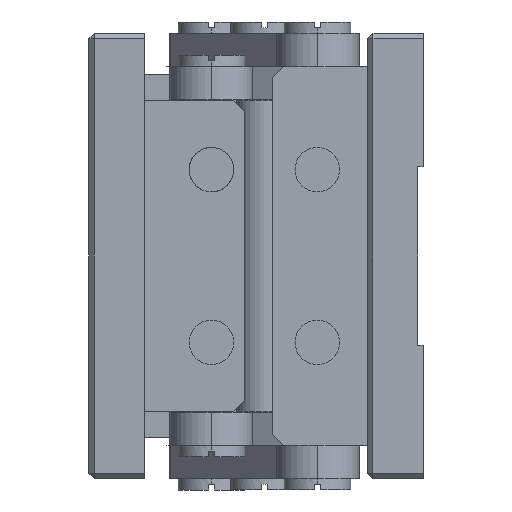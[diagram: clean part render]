
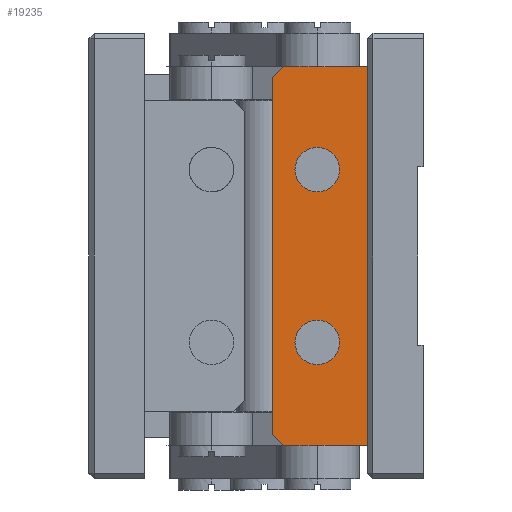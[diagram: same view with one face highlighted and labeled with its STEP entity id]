
A CAD part, left-side view. The second image highlights one B-rep face of the part: STEP entity #19235.
In plain terms, the highlighted planar face has unit normal (1, 0, 0).
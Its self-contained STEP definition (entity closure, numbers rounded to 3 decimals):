
#741 = ORIENTED_EDGE ( 'NONE', *, *, #26082, .F. ) ;
#1956 = DIRECTION ( 'NONE',  ( 0., 0., 1. ) ) ;
#2101 = VERTEX_POINT ( 'NONE', #25693 ) ;
#2467 = LINE ( 'NONE', #10192, #25868 ) ;
#2536 = EDGE_CURVE ( 'NONE', #10567, #30216, #28526, .T. ) ;
#3001 = ORIENTED_EDGE ( 'NONE', *, *, #20072, .F. ) ;
#3193 = LINE ( 'NONE', #5178, #20905 ) ;
#3349 = EDGE_CURVE ( 'NONE', #7638, #11731, #6654, .T. ) ;
#3709 = EDGE_CURVE ( 'NONE', #6269, #23931, #2467, .T. ) ;
#4776 = FACE_BOUND ( 'NONE', #25498, .T. ) ;
#5178 = CARTESIAN_POINT ( 'NONE',  ( -60., 10., 34. ) ) ;
#5336 = AXIS2_PLACEMENT_3D ( 'NONE', #9556, #19587, #7544 ) ;
#5412 = EDGE_CURVE ( 'NONE', #23931, #18879, #31074, .T. ) ;
#5416 = AXIS2_PLACEMENT_3D ( 'NONE', #32123, #29666, #18965 ) ;
#5426 = EDGE_LOOP ( 'NONE', ( #10095, #11971, #9504, #18822, #21338, #19889 ) ) ;
#6050 = CARTESIAN_POINT ( 'NONE',  ( -60., 25., -34. ) ) ;
#6087 = CARTESIAN_POINT ( 'NONE',  ( -60., 19., -19.5 ) ) ;
#6222 = EDGE_LOOP ( 'NONE', ( #29690, #18106 ) ) ;
#6269 = VERTEX_POINT ( 'NONE', #6050 ) ;
#6606 = DIRECTION ( 'NONE',  ( 0., 0., 1. ) ) ;
#6654 = LINE ( 'NONE', #11115, #19064 ) ;
#6705 = DIRECTION ( 'NONE',  ( 1., 0., 0. ) ) ;
#6826 = CARTESIAN_POINT ( 'NONE',  ( -60., 25., 34. ) ) ;
#7544 = DIRECTION ( 'NONE',  ( 0., 0., 1. ) ) ;
#7638 = VERTEX_POINT ( 'NONE', #23636 ) ;
#8923 = DIRECTION ( 'NONE',  ( 1., 0., 0. ) ) ;
#9380 = VECTOR ( 'NONE', #15936, 1000. ) ;
#9504 = ORIENTED_EDGE ( 'NONE', *, *, #23909, .F. ) ;
#9556 = CARTESIAN_POINT ( 'NONE',  ( -60., 18.5, 0. ) ) ;
#10084 = CIRCLE ( 'NONE', #20070, 4. ) ;
#10095 = ORIENTED_EDGE ( 'NONE', *, *, #5412, .F. ) ;
#10192 = CARTESIAN_POINT ( 'NONE',  ( -60., 10., -34. ) ) ;
#10567 = VERTEX_POINT ( 'NONE', #18646 ) ;
#11115 = CARTESIAN_POINT ( 'NONE',  ( -60., 27., 34. ) ) ;
#11122 = AXIS2_PLACEMENT_3D ( 'NONE', #31394, #6705, #1956 ) ;
#11232 = EDGE_CURVE ( 'NONE', #30216, #10567, #16393, .T. ) ;
#11452 = AXIS2_PLACEMENT_3D ( 'NONE', #21599, #8923, #6606 ) ;
#11731 = VERTEX_POINT ( 'NONE', #13998 ) ;
#11934 = DIRECTION ( 'NONE',  ( 0., 0., 1. ) ) ;
#11971 = ORIENTED_EDGE ( 'NONE', *, *, #3709, .F. ) ;
#12762 = CARTESIAN_POINT ( 'NONE',  ( -60., 10., 34. ) ) ;
#12833 = VERTEX_POINT ( 'NONE', #16065 ) ;
#13533 = CIRCLE ( 'NONE', #11452, 4. ) ;
#13998 = CARTESIAN_POINT ( 'NONE',  ( -60., 27., -32. ) ) ;
#14650 = FACE_OUTER_BOUND ( 'NONE', #5426, .T. ) ;
#15903 = VERTEX_POINT ( 'NONE', #6087 ) ;
#15936 = DIRECTION ( 'NONE',  ( 0., 0., 1. ) ) ;
#16065 = CARTESIAN_POINT ( 'NONE',  ( -60., 19., -11.5 ) ) ;
#16393 = CIRCLE ( 'NONE', #11122, 4. ) ;
#16622 = CARTESIAN_POINT ( 'NONE',  ( -60., 19., 19.5 ) ) ;
#16711 = CARTESIAN_POINT ( 'NONE',  ( -60., 19., -15.5 ) ) ;
#16807 = LINE ( 'NONE', #27336, #18899 ) ;
#18106 = ORIENTED_EDGE ( 'NONE', *, *, #2536, .F. ) ;
#18646 = CARTESIAN_POINT ( 'NONE',  ( -60., 19., 11.5 ) ) ;
#18822 = ORIENTED_EDGE ( 'NONE', *, *, #3349, .F. ) ;
#18879 = VERTEX_POINT ( 'NONE', #12762 ) ;
#18899 = VECTOR ( 'NONE', #19260, 1000. ) ;
#18965 = DIRECTION ( 'NONE',  ( 0., 0., 1. ) ) ;
#19064 = VECTOR ( 'NONE', #21156, 1000. ) ;
#19235 = ADVANCED_FACE ( 'NONE', ( #4776, #22532, #14650 ), #22696, .F. ) ;
#19260 = DIRECTION ( 'NONE',  ( 0., -0.707, -0.707 ) ) ;
#19587 = DIRECTION ( 'NONE',  ( -1., 0., 0. ) ) ;
#19889 = ORIENTED_EDGE ( 'NONE', *, *, #26841, .F. ) ;
#20070 = AXIS2_PLACEMENT_3D ( 'NONE', #16711, #26747, #11934 ) ;
#20072 = EDGE_CURVE ( 'NONE', #12833, #15903, #10084, .T. ) ;
#20905 = VECTOR ( 'NONE', #23111, 1000. ) ;
#21156 = DIRECTION ( 'NONE',  ( 0., 0., -1. ) ) ;
#21338 = ORIENTED_EDGE ( 'NONE', *, *, #25754, .F. ) ;
#21409 = VECTOR ( 'NONE', #31820, 1000. ) ;
#21599 = CARTESIAN_POINT ( 'NONE',  ( -60., 19., -15.5 ) ) ;
#22136 = LINE ( 'NONE', #6826, #21409 ) ;
#22532 = FACE_BOUND ( 'NONE', #6222, .T. ) ;
#22696 = PLANE ( 'NONE',  #5336 ) ;
#23111 = DIRECTION ( 'NONE',  ( 0., 1., 0. ) ) ;
#23340 = CARTESIAN_POINT ( 'NONE',  ( -60., 10., 34. ) ) ;
#23636 = CARTESIAN_POINT ( 'NONE',  ( -60., 27., 32. ) ) ;
#23909 = EDGE_CURVE ( 'NONE', #11731, #6269, #16807, .T. ) ;
#23931 = VERTEX_POINT ( 'NONE', #26671 ) ;
#25498 = EDGE_LOOP ( 'NONE', ( #3001, #741 ) ) ;
#25693 = CARTESIAN_POINT ( 'NONE',  ( -60., 25., 34. ) ) ;
#25754 = EDGE_CURVE ( 'NONE', #2101, #7638, #22136, .T. ) ;
#25868 = VECTOR ( 'NONE', #30266, 1000. ) ;
#26082 = EDGE_CURVE ( 'NONE', #15903, #12833, #13533, .T. ) ;
#26671 = CARTESIAN_POINT ( 'NONE',  ( -60., 10., -34. ) ) ;
#26747 = DIRECTION ( 'NONE',  ( 1., 0., 0. ) ) ;
#26841 = EDGE_CURVE ( 'NONE', #18879, #2101, #3193, .T. ) ;
#27336 = CARTESIAN_POINT ( 'NONE',  ( -60., 27., -32. ) ) ;
#28526 = CIRCLE ( 'NONE', #5416, 4. ) ;
#29666 = DIRECTION ( 'NONE',  ( 1., 0., 0. ) ) ;
#29690 = ORIENTED_EDGE ( 'NONE', *, *, #11232, .F. ) ;
#30216 = VERTEX_POINT ( 'NONE', #16622 ) ;
#30266 = DIRECTION ( 'NONE',  ( 0., -1., 0. ) ) ;
#31074 = LINE ( 'NONE', #23340, #9380 ) ;
#31394 = CARTESIAN_POINT ( 'NONE',  ( -60., 19., 15.5 ) ) ;
#31820 = DIRECTION ( 'NONE',  ( 0., 0.707, -0.707 ) ) ;
#32123 = CARTESIAN_POINT ( 'NONE',  ( -60., 19., 15.5 ) ) ;
